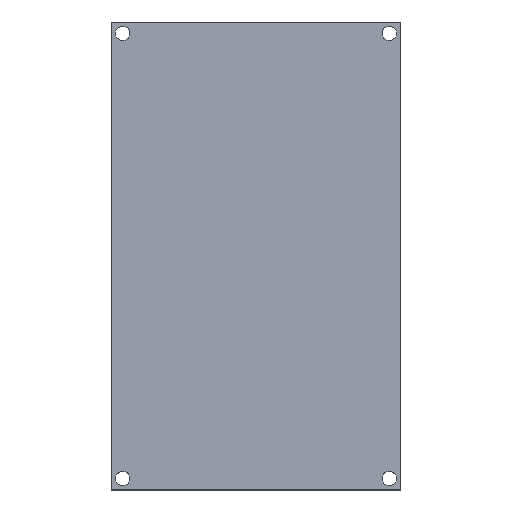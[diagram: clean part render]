
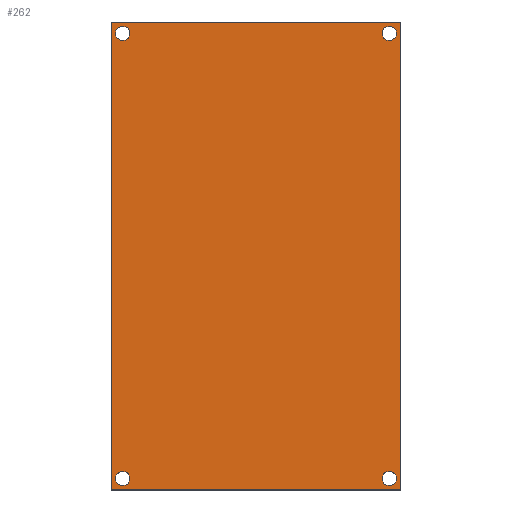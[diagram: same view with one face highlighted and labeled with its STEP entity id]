
A CAD part, top view. The second image highlights one B-rep face of the part: STEP entity #262.
In plain terms, the highlighted planar face has unit normal (0, 0, 1).
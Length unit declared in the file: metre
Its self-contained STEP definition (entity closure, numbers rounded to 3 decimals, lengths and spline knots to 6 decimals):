
#12=PLANE('',#297);
#26=LINE('',#435,#46);
#27=LINE('',#438,#47);
#28=LINE('',#440,#48);
#29=LINE('',#442,#49);
#46=VECTOR('',#351,1.);
#47=VECTOR('',#352,1.);
#48=VECTOR('',#353,1.);
#49=VECTOR('',#354,1.);
#74=ORIENTED_EDGE('',*,*,#146,.F.);
#75=ORIENTED_EDGE('',*,*,#147,.T.);
#76=ORIENTED_EDGE('',*,*,#148,.T.);
#77=ORIENTED_EDGE('',*,*,#149,.F.);
#78=ORIENTED_EDGE('',*,*,#150,.T.);
#79=ORIENTED_EDGE('',*,*,#130,.T.);
#80=ORIENTED_EDGE('',*,*,#151,.T.);
#81=ORIENTED_EDGE('',*,*,#134,.T.);
#82=ORIENTED_EDGE('',*,*,#138,.F.);
#83=ORIENTED_EDGE('',*,*,#152,.F.);
#84=ORIENTED_EDGE('',*,*,#142,.F.);
#85=ORIENTED_EDGE('',*,*,#153,.F.);
#130=EDGE_CURVE('',#166,#167,#190,.T.);
#134=EDGE_CURVE('',#170,#171,#192,.T.);
#138=EDGE_CURVE('',#174,#175,#194,.T.);
#142=EDGE_CURVE('',#178,#179,#196,.T.);
#146=EDGE_CURVE('',#182,#183,#26,.T.);
#147=EDGE_CURVE('',#182,#184,#27,.T.);
#148=EDGE_CURVE('',#184,#185,#28,.T.);
#149=EDGE_CURVE('',#183,#185,#29,.T.);
#150=EDGE_CURVE('',#167,#166,#198,.T.);
#151=EDGE_CURVE('',#171,#170,#199,.T.);
#152=EDGE_CURVE('',#175,#174,#200,.T.);
#153=EDGE_CURVE('',#179,#178,#201,.T.);
#166=VERTEX_POINT('',#400);
#167=VERTEX_POINT('',#401);
#170=VERTEX_POINT('',#409);
#171=VERTEX_POINT('',#410);
#174=VERTEX_POINT('',#418);
#175=VERTEX_POINT('',#419);
#178=VERTEX_POINT('',#427);
#179=VERTEX_POINT('',#428);
#182=VERTEX_POINT('',#436);
#183=VERTEX_POINT('',#437);
#184=VERTEX_POINT('',#439);
#185=VERTEX_POINT('',#441);
#190=CIRCLE('',#286,0.0022);
#192=CIRCLE('',#289,0.0022);
#194=CIRCLE('',#292,0.0022);
#196=CIRCLE('',#295,0.0022);
#198=CIRCLE('',#298,0.0022);
#199=CIRCLE('',#299,0.0022);
#200=CIRCLE('',#300,0.0022);
#201=CIRCLE('',#301,0.0022);
#210=EDGE_LOOP('',(#74,#75,#76,#77));
#211=EDGE_LOOP('',(#78,#79));
#212=EDGE_LOOP('',(#80,#81));
#213=EDGE_LOOP('',(#82,#83));
#214=EDGE_LOOP('',(#84,#85));
#232=FACE_BOUND('',#210,.T.);
#233=FACE_BOUND('',#211,.T.);
#234=FACE_BOUND('',#212,.T.);
#235=FACE_BOUND('',#213,.T.);
#236=FACE_BOUND('',#214,.T.);
#262=ADVANCED_FACE('',(#232,#233,#234,#235,#236),#12,.T.);
#286=AXIS2_PLACEMENT_3D('',#399,#319,#320);
#289=AXIS2_PLACEMENT_3D('',#408,#327,#328);
#292=AXIS2_PLACEMENT_3D('',#417,#335,#336);
#295=AXIS2_PLACEMENT_3D('',#426,#343,#344);
#297=AXIS2_PLACEMENT_3D('',#434,#349,#350);
#298=AXIS2_PLACEMENT_3D('',#443,#355,#356);
#299=AXIS2_PLACEMENT_3D('',#444,#357,#358);
#300=AXIS2_PLACEMENT_3D('',#445,#359,#360);
#301=AXIS2_PLACEMENT_3D('',#446,#361,#362);
#319=DIRECTION('',(0.,0.,-1.));
#320=DIRECTION('',(1.,0.,0.));
#327=DIRECTION('',(0.,0.,-1.));
#328=DIRECTION('',(1.,0.,0.));
#335=DIRECTION('',(0.,0.,1.));
#336=DIRECTION('',(1.,0.,0.));
#343=DIRECTION('',(0.,0.,1.));
#344=DIRECTION('',(1.,0.,0.));
#349=DIRECTION('',(0.,0.,1.));
#350=DIRECTION('',(1.,0.,0.));
#351=DIRECTION('',(-1.,0.,0.));
#352=DIRECTION('',(0.,1.,0.));
#353=DIRECTION('',(-1.,0.,0.));
#354=DIRECTION('',(0.,1.,0.));
#355=DIRECTION('',(0.,0.,-1.));
#356=DIRECTION('',(1.,0.,0.));
#357=DIRECTION('',(0.,0.,-1.));
#358=DIRECTION('',(1.,0.,0.));
#359=DIRECTION('',(0.,0.,1.));
#360=DIRECTION('',(1.,0.,0.));
#361=DIRECTION('',(0.,0.,1.));
#362=DIRECTION('',(1.,0.,0.));
#399=CARTESIAN_POINT('',(0.040753,-0.068,0.006));
#400=CARTESIAN_POINT('',(0.042953,-0.068,0.006));
#401=CARTESIAN_POINT('',(0.038553,-0.068,0.006));
#408=CARTESIAN_POINT('',(0.040753,0.068,0.006));
#409=CARTESIAN_POINT('',(0.042953,0.068,0.006));
#410=CARTESIAN_POINT('',(0.038553,0.068,0.006));
#417=CARTESIAN_POINT('',(-0.040753,-0.068,0.006));
#418=CARTESIAN_POINT('',(-0.042953,-0.068,0.006));
#419=CARTESIAN_POINT('',(-0.038553,-0.068,0.006));
#426=CARTESIAN_POINT('',(-0.040753,0.068,0.006));
#427=CARTESIAN_POINT('',(-0.042953,0.068,0.006));
#428=CARTESIAN_POINT('',(-0.038553,0.068,0.006));
#434=CARTESIAN_POINT('',(0.,0.,0.006));
#435=CARTESIAN_POINT('',(0.,-0.0715,0.006));
#436=CARTESIAN_POINT('',(0.044253,-0.0715,0.006));
#437=CARTESIAN_POINT('',(-0.044253,-0.0715,0.006));
#438=CARTESIAN_POINT('',(0.044253,0.,0.006));
#439=CARTESIAN_POINT('',(0.044253,0.0715,0.006));
#440=CARTESIAN_POINT('',(0.,0.0715,0.006));
#441=CARTESIAN_POINT('',(-0.044253,0.0715,0.006));
#442=CARTESIAN_POINT('',(-0.044253,0.,0.006));
#443=CARTESIAN_POINT('',(0.040753,-0.068,0.006));
#444=CARTESIAN_POINT('',(0.040753,0.068,0.006));
#445=CARTESIAN_POINT('',(-0.040753,-0.068,0.006));
#446=CARTESIAN_POINT('',(-0.040753,0.068,0.006));
